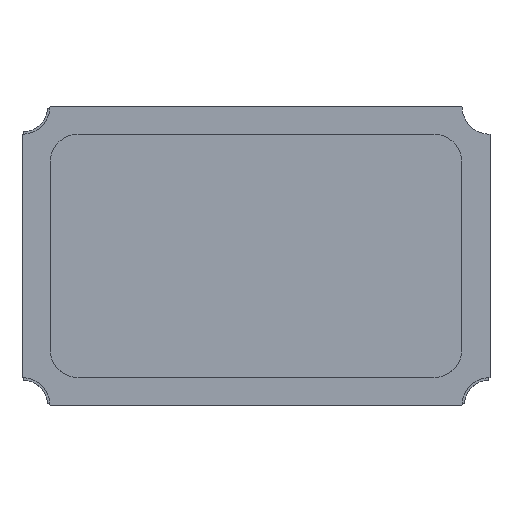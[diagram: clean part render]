
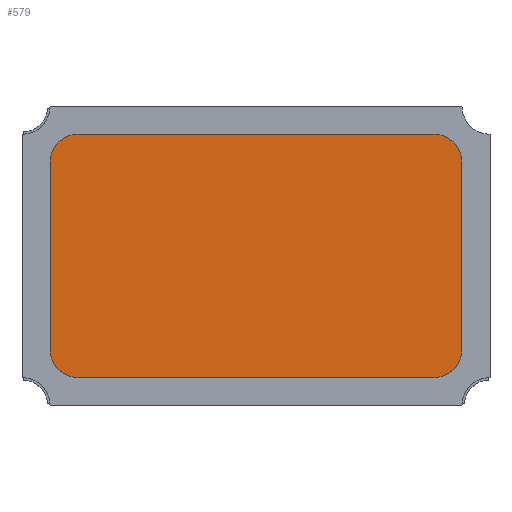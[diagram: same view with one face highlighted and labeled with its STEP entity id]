
A CAD part, top view. The second image highlights one B-rep face of the part: STEP entity #579.
In plain terms, the highlighted planar face has unit normal (0, 0, 1).
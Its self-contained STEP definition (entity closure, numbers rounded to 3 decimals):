
#314 = VERTEX_POINT('',#315);
#315 = CARTESIAN_POINT('',(-2.2,-1.,1.1));
#321 = EDGE_CURVE('',#314,#322,#324,.T.);
#322 = VERTEX_POINT('',#323);
#323 = CARTESIAN_POINT('',(-2.2,1.,1.1));
#324 = LINE('',#325,#326);
#325 = CARTESIAN_POINT('',(-2.2,-1.,1.1));
#326 = VECTOR('',#327,1.);
#327 = DIRECTION('',(0.,1.,0.));
#354 = VERTEX_POINT('',#355);
#355 = CARTESIAN_POINT('',(-1.9,1.3,1.1));
#361 = EDGE_CURVE('',#354,#322,#362,.T.);
#362 = CIRCLE('',#363,0.3);
#363 = AXIS2_PLACEMENT_3D('',#364,#365,#366);
#364 = CARTESIAN_POINT('',(-1.9,1.,1.1));
#365 = DIRECTION('',(0.,0.,1.));
#366 = DIRECTION('',(1.,0.,0.));
#385 = EDGE_CURVE('',#354,#386,#388,.T.);
#386 = VERTEX_POINT('',#387);
#387 = CARTESIAN_POINT('',(1.9,1.3,1.1));
#388 = LINE('',#389,#390);
#389 = CARTESIAN_POINT('',(-1.9,1.3,1.1));
#390 = VECTOR('',#391,1.);
#391 = DIRECTION('',(1.,0.,0.));
#418 = VERTEX_POINT('',#419);
#419 = CARTESIAN_POINT('',(2.2,1.,1.1));
#425 = EDGE_CURVE('',#418,#386,#426,.T.);
#426 = CIRCLE('',#427,0.3);
#427 = AXIS2_PLACEMENT_3D('',#428,#429,#430);
#428 = CARTESIAN_POINT('',(1.9,1.,1.1));
#429 = DIRECTION('',(0.,0.,1.));
#430 = DIRECTION('',(1.,0.,0.));
#449 = EDGE_CURVE('',#418,#450,#452,.T.);
#450 = VERTEX_POINT('',#451);
#451 = CARTESIAN_POINT('',(2.2,-1.,1.1));
#452 = LINE('',#453,#454);
#453 = CARTESIAN_POINT('',(2.2,1.,1.1));
#454 = VECTOR('',#455,1.);
#455 = DIRECTION('',(0.,-1.,0.));
#482 = VERTEX_POINT('',#483);
#483 = CARTESIAN_POINT('',(1.9,-1.3,1.1));
#489 = EDGE_CURVE('',#482,#450,#490,.T.);
#490 = CIRCLE('',#491,0.3);
#491 = AXIS2_PLACEMENT_3D('',#492,#493,#494);
#492 = CARTESIAN_POINT('',(1.9,-1.,1.1));
#493 = DIRECTION('',(0.,0.,1.));
#494 = DIRECTION('',(1.,0.,0.));
#513 = EDGE_CURVE('',#482,#514,#516,.T.);
#514 = VERTEX_POINT('',#515);
#515 = CARTESIAN_POINT('',(-1.9,-1.3,1.1));
#516 = LINE('',#517,#518);
#517 = CARTESIAN_POINT('',(1.9,-1.3,1.1));
#518 = VECTOR('',#519,1.);
#519 = DIRECTION('',(-1.,0.,0.));
#544 = EDGE_CURVE('',#314,#514,#545,.T.);
#545 = CIRCLE('',#546,0.3);
#546 = AXIS2_PLACEMENT_3D('',#547,#548,#549);
#547 = CARTESIAN_POINT('',(-1.9,-1.,1.1));
#548 = DIRECTION('',(0.,0.,1.));
#549 = DIRECTION('',(1.,0.,0.));
#579 = ADVANCED_FACE('',(#580),#590,.T.);
#580 = FACE_BOUND('',#581,.F.);
#581 = EDGE_LOOP('',(#582,#583,#584,#585,#586,#587,#588,#589));
#582 = ORIENTED_EDGE('',*,*,#321,.T.);
#583 = ORIENTED_EDGE('',*,*,#361,.F.);
#584 = ORIENTED_EDGE('',*,*,#385,.T.);
#585 = ORIENTED_EDGE('',*,*,#425,.F.);
#586 = ORIENTED_EDGE('',*,*,#449,.T.);
#587 = ORIENTED_EDGE('',*,*,#489,.F.);
#588 = ORIENTED_EDGE('',*,*,#513,.T.);
#589 = ORIENTED_EDGE('',*,*,#544,.F.);
#590 = PLANE('',#591);
#591 = AXIS2_PLACEMENT_3D('',#592,#593,#594);
#592 = CARTESIAN_POINT('',(0.,0.,1.1));
#593 = DIRECTION('',(0.,0.,1.));
#594 = DIRECTION('',(1.,0.,0.));
